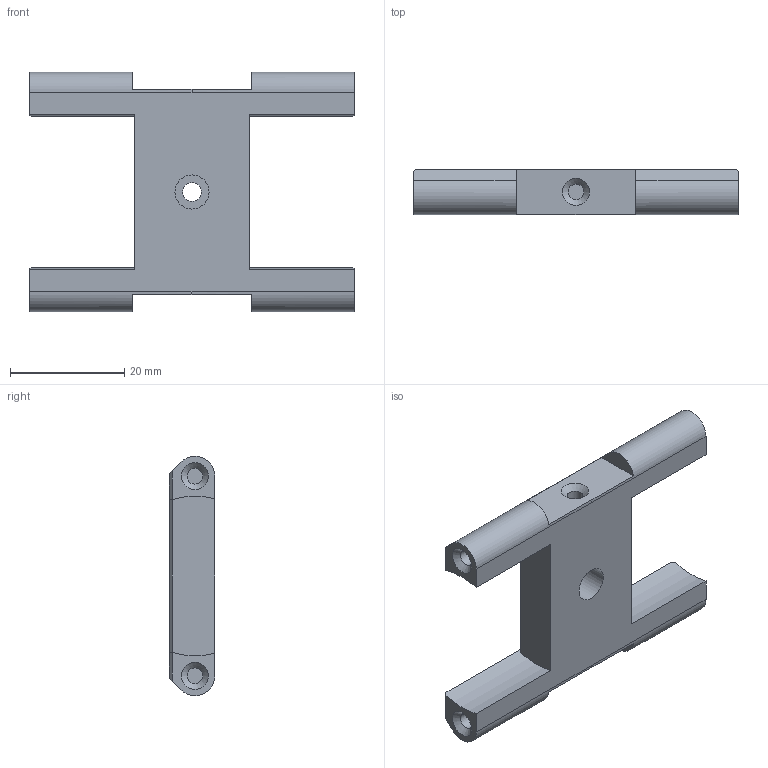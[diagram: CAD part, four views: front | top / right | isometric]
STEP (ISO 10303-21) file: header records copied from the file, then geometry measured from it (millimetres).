
FILE_DESCRIPTION(('FreeCAD Model'),'2;1');
FILE_NAME('MotorBracket.step','2015-05-05T09:37:29',('FreeCAD'),('FreeCAD'), 'Open CASCADE STEP processor 6.5','FreeCAD','Unknown');
FILE_SCHEMA(('AUTOMOTIVE_DESIGN_CC2 { 1 2 10303 214 -1 1 5 4 }'));
Length unit declared in the file: millimetre
Products named in the file (1): MotorBracketScrewChamfer005-Final
Bounding box: 57 x 8 x 41.99 mm (x, y, z)
Volume: 8890.7 mm3; surface area: 5067.4 mm2
Topology: 1 solids, 1 shells, 53 faces, 129 edges, 85 vertices
Faces by surface type: plane 29, cylinder 16, cone 8
Full cylindrical faces by diameter (mm): 2.75 x6, 3.25 x1, 6 x1
Entity records: 3371 total; most frequent: CARTESIAN_POINT 755, DIRECTION 493, LINE 266, VECTOR 266, ORIENTED_EDGE 258, PCURVE 258, DEFINITIONAL_REPRESENTATION 258, EDGE_CURVE 129
